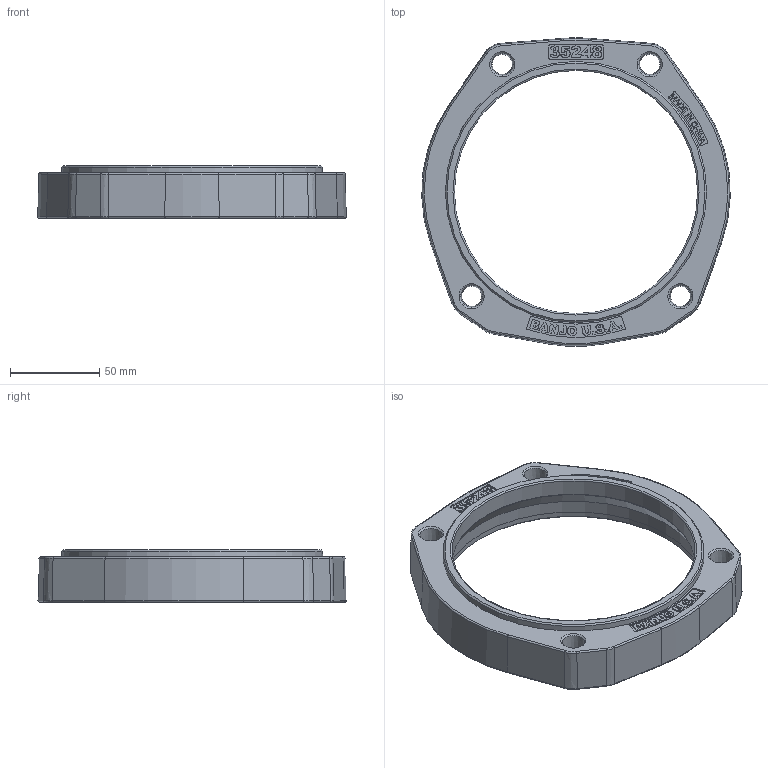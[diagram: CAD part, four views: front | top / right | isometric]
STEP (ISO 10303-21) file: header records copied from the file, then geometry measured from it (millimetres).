
FILE_DESCRIPTION(/* description */ ('M350 ENGINE SPACER'),/* implementation_level */ '2;1');
FILE_NAME(/* name */ '35248.stp',/* time_stamp */ '2023-04-28T08:53:31-04:00',/* author */ ('DCT'),/* organization */ (''),/* preprocessor_version */ 'ST-DEVELOPER v18.1',/* originating_system */ 'Autodesk Inventor 2022',/* authorisation */ '');
FILE_SCHEMA (('AUTOMOTIVE_DESIGN { 1 0 10303 214 3 1 1 }'));
Length unit declared in the file: inch
Products named in the file (1): 35248
Bounding box: 172.68 x 172.56 x 29.4 mm (x, y, z)
Volume: 164249 mm3; surface area: 68576.9 mm2
Topology: 1 solids, 1 shells, 824 faces, 1967 edges, 1201 vertices
Faces by surface type: plane 296, bspline 225, cylinder 106, torus 82, cone 59, sphere 56
Entity records: 27115 total; most frequent: CARTESIAN_POINT 9178, ORIENTED_EDGE 3934, DIRECTION 3278, EDGE_CURVE 1967, VERTEX_POINT 1201, AXIS2_PLACEMENT_3D 1165, LINE 948, VECTOR 948
